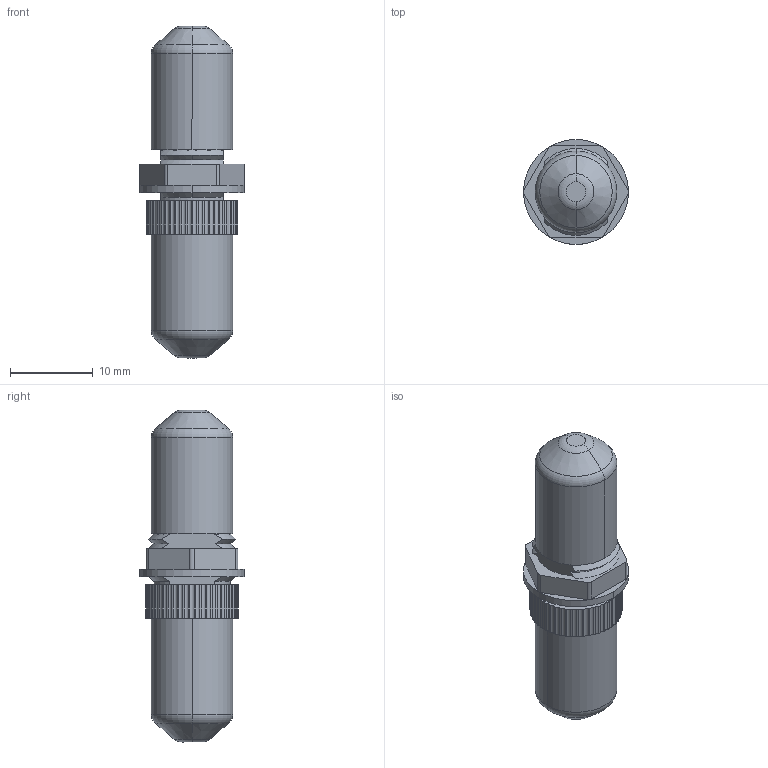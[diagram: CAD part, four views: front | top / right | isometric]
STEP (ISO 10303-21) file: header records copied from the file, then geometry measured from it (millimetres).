
FILE_DESCRIPTION (( 'STEP AP214' ), '1' );
FILE_NAME ('FOA-STSM1-MC0O_3D.STEP', '2021-08-13T22:00:08', ( '' ), ( '' ), 'SwSTEP 2.0', 'SolidWorks 2021', '' );
FILE_SCHEMA (( 'AUTOMOTIVE_DESIGN' ));
Length unit declared in the file: inch
Products named in the file (5): 3AA03-001; 3AA02-001; 3AB09-001; FOA-STSM1-MC0O; FOA-STSM1-MC0O_3D
Assembly tree (5 placements, depth 2):
  FOA-STSM1-MC0O_3D
    FOA-STSM1-MC0O
    3AA03-001
    3AA02-001
    3AB09-001  x2
Bounding box: 12.7 x 12.7 x 40.13 mm (x, y, z)
Volume: 1860.8 mm3; surface area: 3514.4 mm2
Topology: 5 solids, 5 shells, 320 faces, 883 edges, 578 vertices
Faces by surface type: cylinder 187, plane 79, cone 38, torus 16
Entity records: 10378 total; most frequent: CARTESIAN_POINT 1962, DIRECTION 1857, ORIENTED_EDGE 1710, EDGE_CURVE 855, AXIS2_PLACEMENT_3D 745, VERTEX_POINT 562, CIRCLE 432, VECTOR 367
